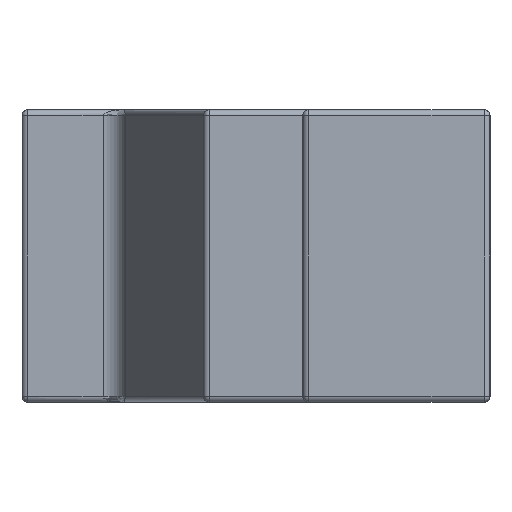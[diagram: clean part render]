
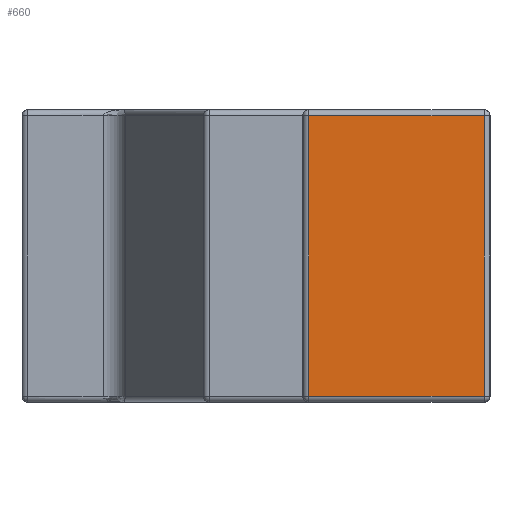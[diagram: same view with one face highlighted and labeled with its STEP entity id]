
A CAD part, left-side view. The second image highlights one B-rep face of the part: STEP entity #660.
In plain terms, the highlighted planar face has unit normal (-1, 0, 0).
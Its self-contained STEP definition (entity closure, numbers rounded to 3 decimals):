
#313 = DIRECTION ( 'NONE',  ( 1., 0., 0. ) ) ;
#479 = CARTESIAN_POINT ( 'NONE',  ( -100., -4.5, 0.5 ) ) ;
#525 = ORIENTED_EDGE ( 'NONE', *, *, #1192, .T. ) ;
#660 = ADVANCED_FACE ( 'NONE', ( #3741 ), #1249, .F. ) ;
#769 = ORIENTED_EDGE ( 'NONE', *, *, #5961, .T. ) ;
#889 = DIRECTION ( 'NONE',  ( 0., 1., 0. ) ) ;
#954 = AXIS2_PLACEMENT_3D ( 'NONE', #2795, #313, #4762 ) ;
#1192 = EDGE_CURVE ( 'NONE', #4652, #2447, #4604, .T. ) ;
#1242 = CARTESIAN_POINT ( 'NONE',  ( -100., -4.5, 25. ) ) ;
#1249 = PLANE ( 'NONE',  #954 ) ;
#1672 = DIRECTION ( 'NONE',  ( 0., 0., -1. ) ) ;
#1808 = VECTOR ( 'NONE', #1672, 1000. ) ;
#2349 = CARTESIAN_POINT ( 'NONE',  ( -100., -4., 24.5 ) ) ;
#2447 = VERTEX_POINT ( 'NONE', #479 ) ;
#2555 = DIRECTION ( 'NONE',  ( 0., -1., 0. ) ) ;
#2795 = CARTESIAN_POINT ( 'NONE',  ( -100., 0., 25. ) ) ;
#3140 = EDGE_CURVE ( 'NONE', #2447, #6311, #6009, .T. ) ;
#3297 = EDGE_LOOP ( 'NONE', ( #525, #4673, #5880, #769 ) ) ;
#3343 = DIRECTION ( 'NONE',  ( 0., 0., 1. ) ) ;
#3415 = VECTOR ( 'NONE', #889, 1000. ) ;
#3632 = CARTESIAN_POINT ( 'NONE',  ( -100., 0., 0.5 ) ) ;
#3703 = CARTESIAN_POINT ( 'NONE',  ( -100., -4.5, 24.5 ) ) ;
#3741 = FACE_OUTER_BOUND ( 'NONE', #3297, .T. ) ;
#4228 = CARTESIAN_POINT ( 'NONE',  ( -100., -19.5, 0.5 ) ) ;
#4604 = LINE ( 'NONE', #1242, #1808 ) ;
#4652 = VERTEX_POINT ( 'NONE', #3703 ) ;
#4673 = ORIENTED_EDGE ( 'NONE', *, *, #3140, .T. ) ;
#4762 = DIRECTION ( 'NONE',  ( 0., 0., -1. ) ) ;
#4783 = LINE ( 'NONE', #5811, #6181 ) ;
#5241 = VERTEX_POINT ( 'NONE', #5487 ) ;
#5336 = LINE ( 'NONE', #2349, #3415 ) ;
#5487 = CARTESIAN_POINT ( 'NONE',  ( -100., -19.5, 24.5 ) ) ;
#5700 = VECTOR ( 'NONE', #2555, 1000. ) ;
#5811 = CARTESIAN_POINT ( 'NONE',  ( -100., -19.5, 25. ) ) ;
#5880 = ORIENTED_EDGE ( 'NONE', *, *, #5944, .T. ) ;
#5944 = EDGE_CURVE ( 'NONE', #6311, #5241, #4783, .T. ) ;
#5961 = EDGE_CURVE ( 'NONE', #5241, #4652, #5336, .T. ) ;
#6009 = LINE ( 'NONE', #3632, #5700 ) ;
#6181 = VECTOR ( 'NONE', #3343, 1000. ) ;
#6311 = VERTEX_POINT ( 'NONE', #4228 ) ;
